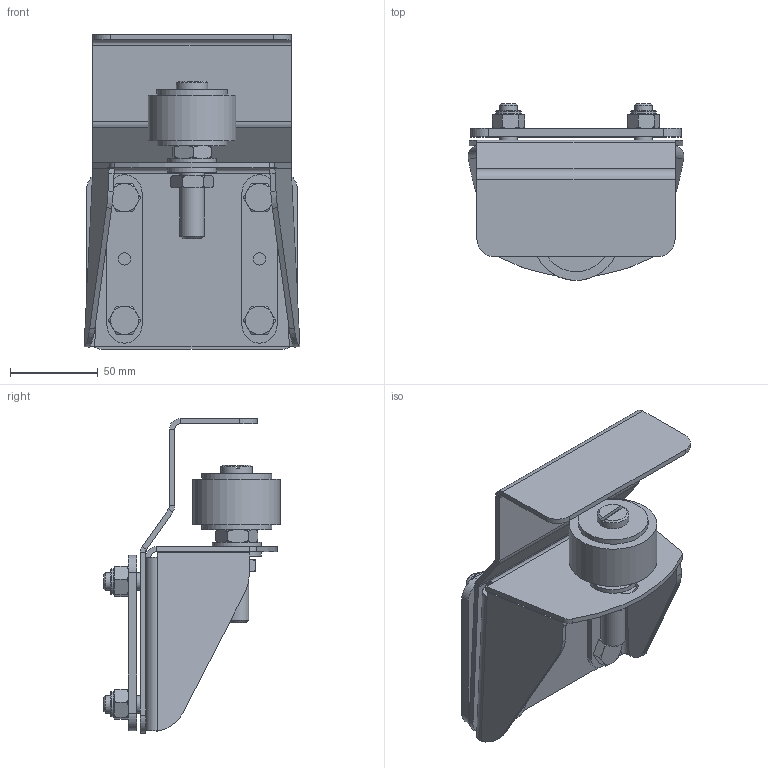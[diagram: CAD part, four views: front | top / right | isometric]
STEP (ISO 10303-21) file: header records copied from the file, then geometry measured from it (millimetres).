
FILE_DESCRIPTION(/* description */ (''),/* implementation_level */ '2;1');
FILE_NAME(/* name */ 'PEG-E.stp',/* time_stamp */ '2019-08-06T07:44:46+02:00',/* author */ ('Didierr'),/* organization */ (''),/* preprocessor_version */ 'ST-DEVELOPER v17.2',/* originating_system */ 'Autodesk Inventor 2019',/* authorisation */ '');
FILE_SCHEMA (('AUTOMOTIVE_DESIGN { 1 0 10303 214 3 1 1 }'));
Length unit declared in the file: millimetre
Products named in the file (17): Ensemble guide ETME n1; 23970; 23968; 23967; 04569; 23966; 06028; 1115KW; 14293; CAG5; 15018; 15657; 14844; 06014; 15418; 15742; anti degondage n°2
Assembly tree (32 placements, depth 4):
  Ensemble guide ETME n1
    23970
    23968  x2
      23967
      04569
    23966
    06028  x4
    1115KW
      14293
      CAG5
        15018
        15657  x9
      06014  x2
      14844  x2
      15418
    15742  x2
    anti degondage n°2
Bounding box: 123.09 x 100.97 x 179.55 mm (x, y, z)
Volume: 314729.2 mm3; surface area: 184483.1 mm2
Topology: 31 solids, 31 shells, 462 faces, 1196 edges, 794 vertices
Faces by surface type: plane 217, cylinder 130, torus 80, cone 31, bspline 4
Full cylindrical faces by diameter (mm): 5 x9, 7 x2, 8.376 x4, 10 x4, 10.2 x4, 11 x12, 11.835 x2, 13.8 x1, 14 x4, 14.2 x2, 14.475 x4, 14.63 x4, 17.5 x1, 18 x1, 23.8 x1, 24.15 x1, 28 x2, 40 x2, 50 x1
Entity records: 10024 total; most frequent: CARTESIAN_POINT 2288, DIRECTION 1571, ORIENTED_EDGE 1460, EDGE_CURVE 730, AXIS2_PLACEMENT_3D 604, VERTEX_POINT 477, LINE 363, VECTOR 363
